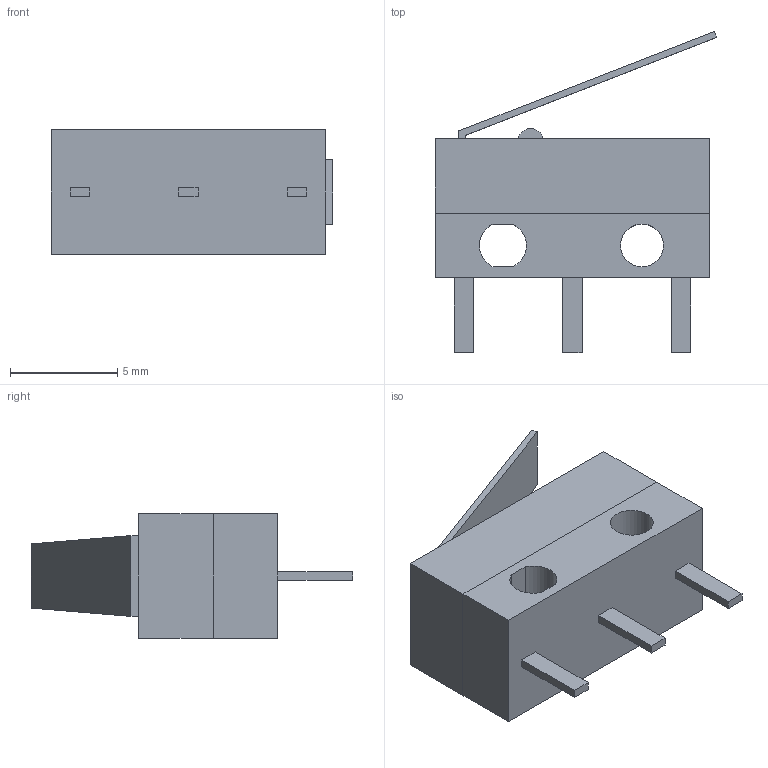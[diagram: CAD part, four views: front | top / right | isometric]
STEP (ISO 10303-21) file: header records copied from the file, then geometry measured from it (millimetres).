
FILE_DESCRIPTION(/* description */ (''),/* implementation_level */ '2;1');
FILE_NAME(/* name */ 'Omron-D2F_L.step',/* time_stamp */ '2019-09-21T21:05:25+02:00',/* author */ (''),/* organization */ (''),/* preprocessor_version */ 'ST-DEVELOPER v18',/* originating_system */ 'Autodesk Translation Framework v8.6.0.1094',/* authorisation */ '');
FILE_SCHEMA (('AUTOMOTIVE_DESIGN { 1 0 10303 214 3 1 1 }'));
Length unit declared in the file: millimetre
Products named in the file (3): (Unsaved); D2F_L_BASE; D2F_L_ACTUATOR
Assembly tree (2 placements, depth 2):
  (Unsaved)
    D2F_L_BASE
    D2F_L_ACTUATOR
Bounding box: 13.13 x 15 x 5.8 mm (x, y, z)
Volume: 461.1 mm3; surface area: 728.2 mm2
Topology: 3 solids, 3 shells, 43 faces, 101 edges, 68 vertices
Faces by surface type: plane 39, cylinder 4
Full cylindrical faces by diameter (mm): 2 x1
Entity records: 1353 total; most frequent: CARTESIAN_POINT 217, DIRECTION 207, ORIENTED_EDGE 202, EDGE_CURVE 101, LINE 91, VECTOR 91, VERTEX_POINT 68, AXIS2_PLACEMENT_3D 58
